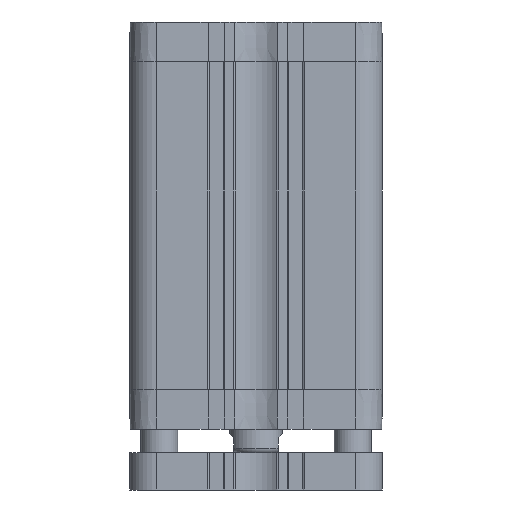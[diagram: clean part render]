
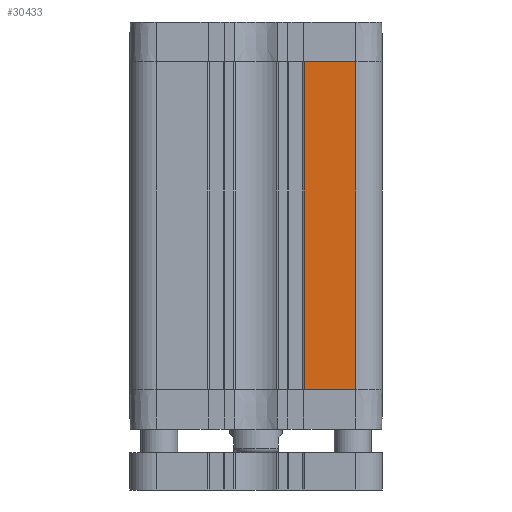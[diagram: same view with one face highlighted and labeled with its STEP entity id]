
A CAD part, front view. The second image highlights one B-rep face of the part: STEP entity #30433.
In plain terms, the highlighted planar face has unit normal (0, -1, 0).
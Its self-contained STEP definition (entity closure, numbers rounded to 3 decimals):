
#1129=LINE($,#54197,#3456);
#1182=LINE($,#54417,#3509);
#1209=LINE($,#54527,#3536);
#1211=LINE($,#54530,#3538);
#3456=VECTOR($,#34497,1.95);
#3509=VECTOR($,#34672,1.95);
#3536=VECTOR($,#34759,12.4);
#3538=VECTOR($,#34763,12.4);
#7281=PLANE($,#31690);
#9093=FACE_OUTER_BOUND($,#10882,.T.);
#10882=EDGE_LOOP($,(#25154,#25155,#25156,#25157));
#14219=VERTEX_POINT($,#54194);
#14220=VERTEX_POINT($,#54196);
#14325=VERTEX_POINT($,#54414);
#14326=VERTEX_POINT($,#54416);
#18093=EDGE_CURVE($,#14219,#14220,#1129,.T.);
#18204=EDGE_CURVE($,#14326,#14325,#1182,.T.);
#18260=EDGE_CURVE($,#14220,#14325,#1209,.T.);
#18262=EDGE_CURVE($,#14219,#14326,#1211,.T.);
#25154=ORIENTED_EDGE($,*,*,#18260,.F.);
#25155=ORIENTED_EDGE($,*,*,#18093,.F.);
#25156=ORIENTED_EDGE($,*,*,#18262,.T.);
#25157=ORIENTED_EDGE($,*,*,#18204,.T.);
#30433=ADVANCED_FACE($,(#9093),#7281,.T.);
#31690=AXIS2_PLACEMENT_3D($,#54529,#34761,#34762);
#34497=DIRECTION($,(-1.,0.,0.));
#34672=DIRECTION($,(-1.,0.,0.));
#34759=DIRECTION($,(0.,0.,1.));
#34761=DIRECTION('center_axis',(0.,-1.,0.));
#34762=DIRECTION('ref_axis',(0.,0.,-1.));
#34763=DIRECTION($,(0.,0.,1.));
#54194=CARTESIAN_POINT('',(3.775,-4.775,-12.2));
#54196=CARTESIAN_POINT('',(1.825,-4.775,-12.2));
#54197=CARTESIAN_POINT($,(3.775,-4.775,-12.2));
#54414=CARTESIAN_POINT('',(1.825,-4.775,0.2));
#54416=CARTESIAN_POINT('',(3.775,-4.775,0.2));
#54417=CARTESIAN_POINT($,(3.775,-4.775,0.2));
#54527=CARTESIAN_POINT($,(1.825,-4.775,-12.2));
#54529=CARTESIAN_POINT('Origin',(3.775,-4.775,-12.2));
#54530=CARTESIAN_POINT($,(3.775,-4.775,-12.2));
